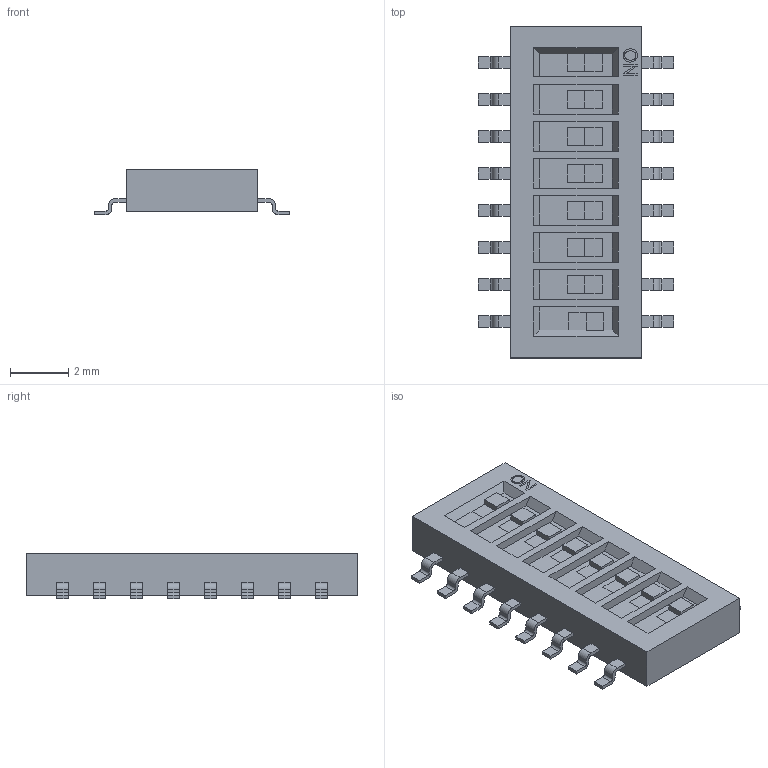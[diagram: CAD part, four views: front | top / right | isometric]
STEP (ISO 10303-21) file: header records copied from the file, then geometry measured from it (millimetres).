
FILE_DESCRIPTION((''),'2;1');
FILE_NAME('SW_OMRON_A6H-8102.stp','2012-02-07T11:08:51',(''),(''),'Mechanical Desktop 2011','Mechanical Desktop 2011',', , ');
FILE_SCHEMA(('AUTOMOTIVE_DESIGN { 1 2 10303 214 1 1 1 1 }'));
Length unit declared in the file: millimetre
Products named in the file (1): Product
Bounding box: 6.7 x 11.39 x 1.55 mm (x, y, z)
Volume: 69.6 mm3; surface area: 215.7 mm2
Topology: 38 solids, 38 shells, 633 faces, 1616 edges, 1076 vertices
Faces by surface type: plane 412, bspline 189, cylinder 32
Entity records: 19284 total; most frequent: CARTESIAN_POINT 4341, ORIENTED_EDGE 3232, DIRECTION 2634, EDGE_CURVE 1616, VECTOR 1488, LINE 1488, VERTEX_POINT 1076, EDGE_LOOP 650
